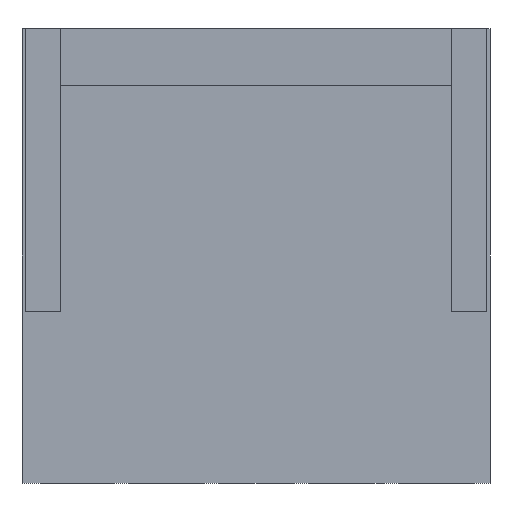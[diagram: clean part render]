
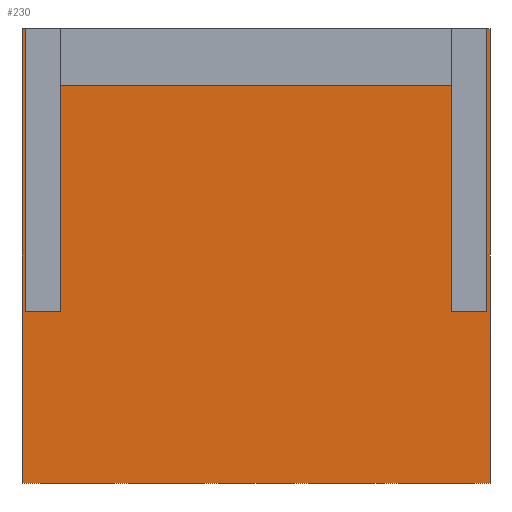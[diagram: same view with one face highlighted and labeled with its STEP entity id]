
A CAD part, front view. The second image highlights one B-rep face of the part: STEP entity #230.
In plain terms, the highlighted planar face has unit normal (0, -1, 0).
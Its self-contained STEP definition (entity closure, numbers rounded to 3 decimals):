
#230 = ADVANCED_FACE( '', ( #624 ), #625, .T. );
#624 = FACE_OUTER_BOUND( '', #1206, .T. );
#625 = PLANE( '', #1207 );
#1206 = EDGE_LOOP( '', ( #1781, #1782, #1783, #1784, #1785, #1786, #1787, #1788, #1789, #1790, #1791, #1792 ) );
#1207 = AXIS2_PLACEMENT_3D( '', #1793, #1794, #1795 );
#1781 = ORIENTED_EDGE( '', *, *, #3507, .T. );
#1782 = ORIENTED_EDGE( '', *, *, #3508, .F. );
#1783 = ORIENTED_EDGE( '', *, *, #3509, .F. );
#1784 = ORIENTED_EDGE( '', *, *, #3510, .F. );
#1785 = ORIENTED_EDGE( '', *, *, #3511, .T. );
#1786 = ORIENTED_EDGE( '', *, *, #3512, .F. );
#1787 = ORIENTED_EDGE( '', *, *, #3513, .F. );
#1788 = ORIENTED_EDGE( '', *, *, #3514, .T. );
#1789 = ORIENTED_EDGE( '', *, *, #3515, .T. );
#1790 = ORIENTED_EDGE( '', *, *, #3516, .F. );
#1791 = ORIENTED_EDGE( '', *, *, #3517, .F. );
#1792 = ORIENTED_EDGE( '', *, *, #3518, .F. );
#1793 = CARTESIAN_POINT( '', ( 6.61, -2.5, -6.425 ) );
#1794 = DIRECTION( '', ( 0., -1., 0. ) );
#1795 = DIRECTION( '', ( 0., 0., -1. ) );
#3507 = EDGE_CURVE( '', #4194, #4195, #4196, .T. );
#3508 = EDGE_CURVE( '', #4197, #4195, #4198, .T. );
#3509 = EDGE_CURVE( '', #4199, #4197, #4200, .T. );
#3510 = EDGE_CURVE( '', #4201, #4199, #4202, .T. );
#3511 = EDGE_CURVE( '', #4201, #4203, #4204, .T. );
#3512 = EDGE_CURVE( '', #4205, #4203, #4206, .T. );
#3513 = EDGE_CURVE( '', #4207, #4205, #4208, .T. );
#3514 = EDGE_CURVE( '', #4207, #4209, #4210, .T. );
#3515 = EDGE_CURVE( '', #4209, #4211, #4212, .T. );
#3516 = EDGE_CURVE( '', #4213, #4211, #4214, .T. );
#3517 = EDGE_CURVE( '', #4215, #4213, #4216, .T. );
#3518 = EDGE_CURVE( '', #4194, #4215, #4217, .T. );
#4194 = VERTEX_POINT( '', #5209 );
#4195 = VERTEX_POINT( '', #5210 );
#4196 = LINE( '', #5211, #5212 );
#4197 = VERTEX_POINT( '', #5213 );
#4198 = LINE( '', #5214, #5215 );
#4199 = VERTEX_POINT( '', #5216 );
#4200 = LINE( '', #5217, #5218 );
#4201 = VERTEX_POINT( '', #5219 );
#4202 = LINE( '', #5220, #5221 );
#4203 = VERTEX_POINT( '', #5222 );
#4204 = LINE( '', #5223, #5224 );
#4205 = VERTEX_POINT( '', #5225 );
#4206 = LINE( '', #5226, #5227 );
#4207 = VERTEX_POINT( '', #5228 );
#4208 = LINE( '', #5229, #5230 );
#4209 = VERTEX_POINT( '', #5231 );
#4210 = LINE( '', #5232, #5233 );
#4211 = VERTEX_POINT( '', #5234 );
#4212 = LINE( '', #5235, #5236 );
#4213 = VERTEX_POINT( '', #5237 );
#4214 = LINE( '', #5238, #5239 );
#4215 = VERTEX_POINT( '', #5240 );
#4216 = LINE( '', #5241, #5242 );
#4217 = LINE( '', #5243, #5244 );
#5209 = CARTESIAN_POINT( '', ( 5.51, -2.5, 4.825 ) );
#5210 = CARTESIAN_POINT( '', ( -5.51, -2.5, 4.825 ) );
#5211 = CARTESIAN_POINT( '', ( 5.51, -2.5, 4.825 ) );
#5212 = VECTOR( '', #6712, 1000. );
#5213 = CARTESIAN_POINT( '', ( -5.51, -2.5, -1.575 ) );
#5214 = CARTESIAN_POINT( '', ( -5.51, -2.5, -1.575 ) );
#5215 = VECTOR( '', #6713, 1000. );
#5216 = CARTESIAN_POINT( '', ( -6.51, -2.5, -1.575 ) );
#5217 = CARTESIAN_POINT( '', ( -6.51, -2.5, -1.575 ) );
#5218 = VECTOR( '', #6714, 1000. );
#5219 = CARTESIAN_POINT( '', ( -6.51, -2.5, 6.425 ) );
#5220 = CARTESIAN_POINT( '', ( -6.51, -2.5, 6.425 ) );
#5221 = VECTOR( '', #6715, 1000. );
#5222 = CARTESIAN_POINT( '', ( -6.61, -2.5, 6.425 ) );
#5223 = CARTESIAN_POINT( '', ( 6.61, -2.5, 6.425 ) );
#5224 = VECTOR( '', #6716, 1000. );
#5225 = CARTESIAN_POINT( '', ( -6.61, -2.5, -6.425 ) );
#5226 = CARTESIAN_POINT( '', ( -6.61, -2.5, -6.425 ) );
#5227 = VECTOR( '', #6717, 1000. );
#5228 = CARTESIAN_POINT( '', ( 6.61, -2.5, -6.425 ) );
#5229 = CARTESIAN_POINT( '', ( 6.61, -2.5, -6.425 ) );
#5230 = VECTOR( '', #6718, 1000. );
#5231 = CARTESIAN_POINT( '', ( 6.61, -2.5, 6.425 ) );
#5232 = CARTESIAN_POINT( '', ( 6.61, -2.5, -6.425 ) );
#5233 = VECTOR( '', #6719, 1000. );
#5234 = CARTESIAN_POINT( '', ( 6.51, -2.5, 6.425 ) );
#5235 = CARTESIAN_POINT( '', ( 6.61, -2.5, 6.425 ) );
#5236 = VECTOR( '', #6720, 1000. );
#5237 = CARTESIAN_POINT( '', ( 6.51, -2.5, -1.575 ) );
#5238 = CARTESIAN_POINT( '', ( 6.51, -2.5, -1.575 ) );
#5239 = VECTOR( '', #6721, 1000. );
#5240 = CARTESIAN_POINT( '', ( 5.51, -2.5, -1.575 ) );
#5241 = CARTESIAN_POINT( '', ( 5.51, -2.5, -1.575 ) );
#5242 = VECTOR( '', #6722, 1000. );
#5243 = CARTESIAN_POINT( '', ( 5.51, -2.5, 6.425 ) );
#5244 = VECTOR( '', #6723, 1000. );
#6712 = DIRECTION( '', ( -1., 0., 0. ) );
#6713 = DIRECTION( '', ( 0., 0., 1. ) );
#6714 = DIRECTION( '', ( 1., 0., 0. ) );
#6715 = DIRECTION( '', ( 0., 0., -1. ) );
#6716 = DIRECTION( '', ( -1., 0., 0. ) );
#6717 = DIRECTION( '', ( 0., 0., 1. ) );
#6718 = DIRECTION( '', ( -1., 0., 0. ) );
#6719 = DIRECTION( '', ( 0., 0., 1. ) );
#6720 = DIRECTION( '', ( -1., 0., 0. ) );
#6721 = DIRECTION( '', ( 0., 0., 1. ) );
#6722 = DIRECTION( '', ( 1., 0., 0. ) );
#6723 = DIRECTION( '', ( 0., 0., -1. ) );
